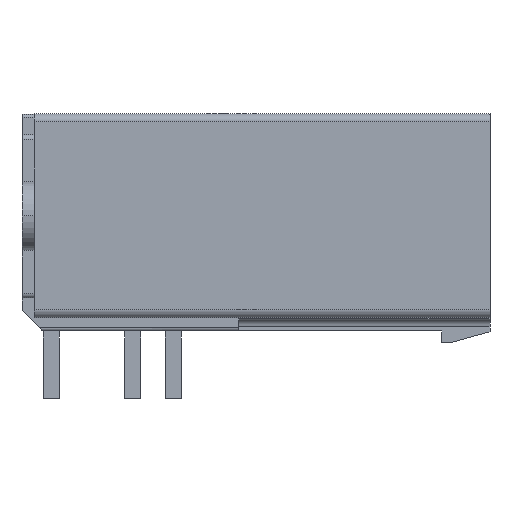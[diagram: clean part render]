
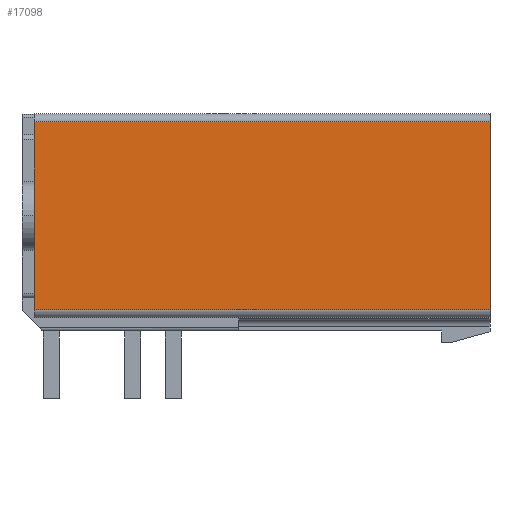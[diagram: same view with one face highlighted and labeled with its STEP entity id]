
A CAD part, front view. The second image highlights one B-rep face of the part: STEP entity #17098.
In plain terms, the highlighted planar face has unit normal (0, -1, 0).
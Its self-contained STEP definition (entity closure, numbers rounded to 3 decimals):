
#26=DIRECTION('',(0.,0.,1.));
#27=VECTOR('',#26,11.733);
#28=CARTESIAN_POINT('',(-13.875,-6.22,-5.055));
#29=LINE('',#28,#27);
#1588=DIRECTION('',(0.,0.,1.));
#1589=VECTOR('',#1588,11.733);
#1590=CARTESIAN_POINT('',(14.625,-6.22,-5.055));
#1591=LINE('',#1590,#1589);
#5919=DIRECTION('',(-1.,0.,0.));
#5920=VECTOR('',#5919,28.5);
#5921=CARTESIAN_POINT('',(14.625,-6.22,-5.055));
#5922=LINE('',#5921,#5920);
#5923=DIRECTION('',(-1.,0.,0.));
#5924=VECTOR('',#5923,28.5);
#5925=CARTESIAN_POINT('',(14.625,-6.22,6.678));
#5926=LINE('',#5925,#5924);
#8500=CARTESIAN_POINT('',(14.625,-6.22,6.678));
#8502=VERTEX_POINT('',#8500);
#8517=CARTESIAN_POINT('',(14.625,-6.22,-5.055));
#8519=VERTEX_POINT('',#8517);
#8520=CARTESIAN_POINT('',(-13.875,-6.22,6.678));
#8522=VERTEX_POINT('',#8520);
#8525=CARTESIAN_POINT('',(-13.875,-6.22,-5.055));
#8527=VERTEX_POINT('',#8525);
#17086=CARTESIAN_POINT('',(14.625,-6.22,-5.055));
#17087=DIRECTION('',(0.,1.,0.));
#17088=DIRECTION('',(0.,0.,1.));
#17089=AXIS2_PLACEMENT_3D('',#17086,#17087,#17088);
#17090=PLANE('',#17089);
#17091=ORIENTED_EDGE('',*,*,#9690,.F.);
#17092=ORIENTED_EDGE('',*,*,#17081,.T.);
#17093=ORIENTED_EDGE('',*,*,#9012,.T.);
#17095=ORIENTED_EDGE('',*,*,#17094,.F.);
#17096=EDGE_LOOP('',(#17091,#17092,#17093,#17095));
#17097=FACE_OUTER_BOUND('',#17096,.F.);
#17098=ADVANCED_FACE('',(#17097),#17090,.F.);
#9012=EDGE_CURVE('',#8527,#8522,#29,.T.);
#9690=EDGE_CURVE('',#8519,#8502,#1591,.T.);
#17081=EDGE_CURVE('',#8519,#8527,#5922,.T.);
#17094=EDGE_CURVE('',#8502,#8522,#5926,.T.);
